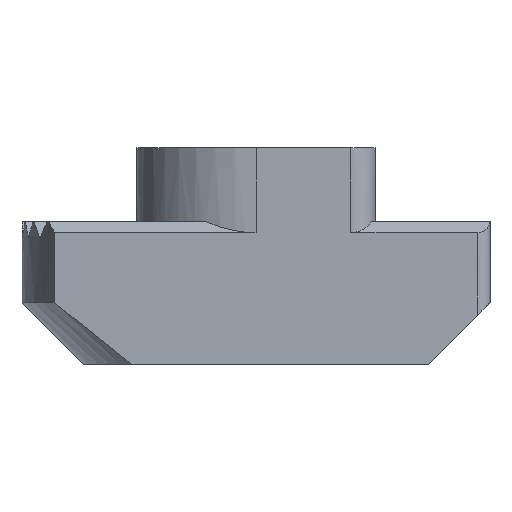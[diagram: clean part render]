
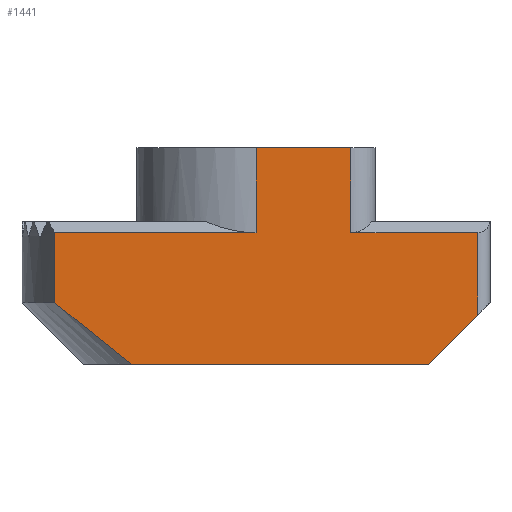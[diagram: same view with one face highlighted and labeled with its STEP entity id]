
A CAD part, front view. The second image highlights one B-rep face of the part: STEP entity #1441.
In plain terms, the highlighted planar face has unit normal (0, -1, 0).
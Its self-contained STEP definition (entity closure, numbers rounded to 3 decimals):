
#75=FACE_OUTER_BOUND('',#152,.T.);
#152=EDGE_LOOP('',(#928,#929,#930,#931,#932,#933,#934,#935,#936,#937));
#232=LINE('',#2157,#372);
#233=LINE('',#2159,#373);
#234=LINE('',#2161,#374);
#235=LINE('',#2163,#375);
#236=LINE('',#2165,#376);
#237=LINE('',#2167,#377);
#238=LINE('',#2169,#378);
#239=LINE('',#2171,#379);
#240=LINE('',#2173,#380);
#241=LINE('',#2174,#381);
#372=VECTOR('',#1706,1000.);
#373=VECTOR('',#1707,1000.);
#374=VECTOR('',#1708,1000.);
#375=VECTOR('',#1709,1000.);
#376=VECTOR('',#1710,1000.);
#377=VECTOR('',#1711,1000.);
#378=VECTOR('',#1712,1000.);
#379=VECTOR('',#1713,1000.);
#380=VECTOR('',#1714,1000.);
#381=VECTOR('',#1715,1000.);
#553=VERTEX_POINT('',#2155);
#554=VERTEX_POINT('',#2156);
#555=VERTEX_POINT('',#2158);
#556=VERTEX_POINT('',#2160);
#557=VERTEX_POINT('',#2162);
#558=VERTEX_POINT('',#2164);
#559=VERTEX_POINT('',#2166);
#560=VERTEX_POINT('',#2168);
#561=VERTEX_POINT('',#2170);
#562=VERTEX_POINT('',#2172);
#703=EDGE_CURVE('',#553,#554,#232,.T.);
#704=EDGE_CURVE('',#555,#554,#233,.T.);
#705=EDGE_CURVE('',#555,#556,#234,.T.);
#706=EDGE_CURVE('',#557,#556,#235,.T.);
#707=EDGE_CURVE('',#558,#557,#236,.T.);
#708=EDGE_CURVE('',#558,#559,#237,.T.);
#709=EDGE_CURVE('',#559,#560,#238,.T.);
#710=EDGE_CURVE('',#561,#560,#239,.T.);
#711=EDGE_CURVE('',#562,#561,#240,.T.);
#712=EDGE_CURVE('',#562,#553,#241,.T.);
#928=ORIENTED_EDGE('',*,*,#703,.T.);
#929=ORIENTED_EDGE('',*,*,#704,.F.);
#930=ORIENTED_EDGE('',*,*,#705,.T.);
#931=ORIENTED_EDGE('',*,*,#706,.F.);
#932=ORIENTED_EDGE('',*,*,#707,.F.);
#933=ORIENTED_EDGE('',*,*,#708,.T.);
#934=ORIENTED_EDGE('',*,*,#709,.T.);
#935=ORIENTED_EDGE('',*,*,#710,.F.);
#936=ORIENTED_EDGE('',*,*,#711,.F.);
#937=ORIENTED_EDGE('',*,*,#712,.T.);
#1375=PLANE('',#1543);
#1441=ADVANCED_FACE('',(#75),#1375,.T.);
#1543=AXIS2_PLACEMENT_3D('',#2154,#1704,#1705);
#1704=DIRECTION('center_axis',(0.,-1.,0.));
#1705=DIRECTION('ref_axis',(0.,0.,-1.));
#1706=DIRECTION('',(0.707,0.,0.707));
#1707=DIRECTION('',(0.,0.,-1.));
#1708=DIRECTION('',(-1.,0.,0.));
#1709=DIRECTION('',(0.,0.,-1.));
#1710=DIRECTION('',(1.,0.,0.));
#1711=DIRECTION('',(0.,0.,-1.));
#1712=DIRECTION('',(-1.,0.,0.));
#1713=DIRECTION('',(0.,0.,1.));
#1714=DIRECTION('',(-0.78,0.,0.625));
#1715=DIRECTION('',(1.,0.,0.));
#2154=CARTESIAN_POINT('Origin',(0.,-4.85,0.));
#2155=CARTESIAN_POINT('',(7.,-4.85,-5.8));
#2156=CARTESIAN_POINT('',(9.,-4.85,-3.8));
#2157=CARTESIAN_POINT('',(7.,-4.85,-5.8));
#2158=CARTESIAN_POINT('',(9.,-4.85,-0.45));
#2159=CARTESIAN_POINT('',(9.,-4.85,5.8));
#2160=CARTESIAN_POINT('',(3.85,-4.85,-0.45));
#2161=CARTESIAN_POINT('',(0.,-4.85,-0.45));
#2162=CARTESIAN_POINT('',(3.85,-4.85,3.));
#2163=CARTESIAN_POINT('',(3.85,-4.85,3.));
#2164=CARTESIAN_POINT('',(0.,-4.85,3.));
#2165=CARTESIAN_POINT('',(0.,-4.85,3.));
#2166=CARTESIAN_POINT('',(0.,-4.85,-0.45));
#2167=CARTESIAN_POINT('',(0.,-4.85,3.));
#2168=CARTESIAN_POINT('',(-8.169,-4.85,-0.45));
#2169=CARTESIAN_POINT('',(0.,-4.85,-0.45));
#2170=CARTESIAN_POINT('',(-8.169,-4.85,-3.3));
#2171=CARTESIAN_POINT('',(-8.169,-4.85,-3.3));
#2172=CARTESIAN_POINT('',(-5.048,-4.85,-5.8));
#2173=CARTESIAN_POINT('',(-5.048,-4.85,-5.8));
#2174=CARTESIAN_POINT('',(-5.048,-4.85,-5.8));
